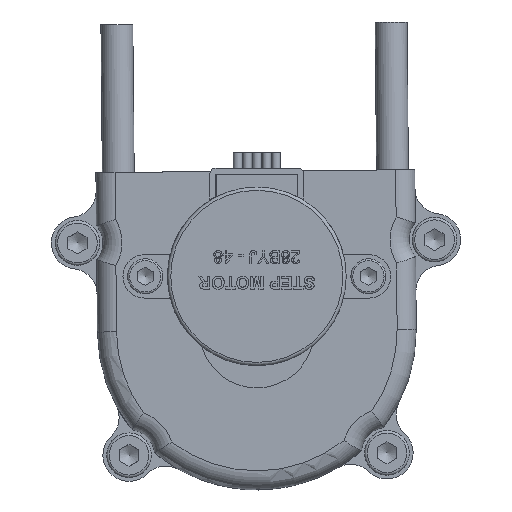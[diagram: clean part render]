
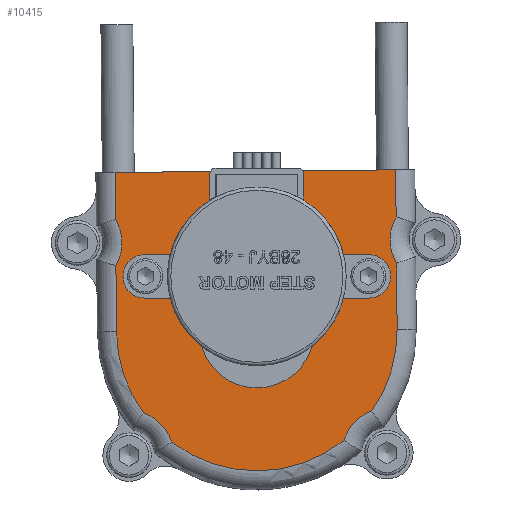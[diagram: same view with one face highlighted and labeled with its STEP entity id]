
A CAD part, front view. The second image highlights one B-rep face of the part: STEP entity #10415.
In plain terms, the highlighted face is planar.
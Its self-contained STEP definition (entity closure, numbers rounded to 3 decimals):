
#622=FACE_BOUND('',#2025,.T.);
#623=FACE_BOUND('',#2026,.T.);
#624=FACE_BOUND('',#2027,.T.);
#879=PLANE('',#11308);
#1368=FACE_OUTER_BOUND('',#2024,.T.);
#2024=EDGE_LOOP('',(#8966,#8967,#8968,#8969,#8970,#8971,#8972,#8973,#8974,
#8975,#8976,#8977));
#2025=EDGE_LOOP('',(#8978));
#2026=EDGE_LOOP('',(#8979));
#2027=EDGE_LOOP('',(#8980));
#2861=LINE('',#23371,#3708);
#2864=LINE('',#23397,#3711);
#2865=LINE('',#23437,#3712);
#2868=LINE('',#23520,#3715);
#2885=LINE('',#23581,#3732);
#3708=VECTOR('',#13296,10.);
#3711=VECTOR('',#13305,10.);
#3712=VECTOR('',#13316,10.);
#3715=VECTOR('',#13347,10.);
#3732=VECTOR('',#13396,10.);
#4095=CIRCLE('',#11274,22.);
#4100=CIRCLE('',#11281,22.);
#4102=CIRCLE('',#11284,22.);
#4103=CIRCLE('',#11286,7.);
#4106=CIRCLE('',#11290,7.);
#4107=CIRCLE('',#11293,7.);
#4110=CIRCLE('',#11297,7.);
#4115=CIRCLE('',#11309,1.9);
#4116=CIRCLE('',#11310,1.9);
#4117=CIRCLE('',#11311,9.);
#4999=VERTEX_POINT('',#23369);
#5000=VERTEX_POINT('',#23370);
#5005=VERTEX_POINT('',#23394);
#5006=VERTEX_POINT('',#23396);
#5007=VERTEX_POINT('',#23413);
#5008=VERTEX_POINT('',#23414);
#5011=VERTEX_POINT('',#23435);
#5012=VERTEX_POINT('',#23436);
#5016=VERTEX_POINT('',#23459);
#5019=VERTEX_POINT('',#23479);
#5020=VERTEX_POINT('',#23494);
#5022=VERTEX_POINT('',#23519);
#5040=VERTEX_POINT('',#23590);
#5041=VERTEX_POINT('',#23592);
#5042=VERTEX_POINT('',#23594);
#6341=EDGE_CURVE('',#4999,#5000,#2861,.T.);
#6347=EDGE_CURVE('',#5005,#5006,#2864,.T.);
#6349=EDGE_CURVE('',#5007,#5008,#4095,.T.);
#6353=EDGE_CURVE('',#5011,#5012,#2865,.T.);
#6358=EDGE_CURVE('',#5012,#5016,#4100,.T.);
#6362=EDGE_CURVE('',#5019,#5020,#4102,.T.);
#6364=EDGE_CURVE('',#5016,#5019,#4103,.T.);
#6367=EDGE_CURVE('',#5020,#5007,#4106,.T.);
#6369=EDGE_CURVE('',#5008,#5022,#2868,.T.);
#6371=EDGE_CURVE('',#5006,#5011,#4107,.T.);
#6374=EDGE_CURVE('',#5022,#4999,#4110,.T.);
#6395=EDGE_CURVE('',#5000,#5005,#2885,.T.);
#6400=EDGE_CURVE('',#5040,#5040,#4115,.T.);
#6401=EDGE_CURVE('',#5041,#5041,#4116,.T.);
#6402=EDGE_CURVE('',#5042,#5042,#4117,.T.);
#8966=ORIENTED_EDGE('',*,*,#6341,.F.);
#8967=ORIENTED_EDGE('',*,*,#6374,.F.);
#8968=ORIENTED_EDGE('',*,*,#6369,.F.);
#8969=ORIENTED_EDGE('',*,*,#6349,.F.);
#8970=ORIENTED_EDGE('',*,*,#6367,.F.);
#8971=ORIENTED_EDGE('',*,*,#6362,.F.);
#8972=ORIENTED_EDGE('',*,*,#6364,.F.);
#8973=ORIENTED_EDGE('',*,*,#6358,.F.);
#8974=ORIENTED_EDGE('',*,*,#6353,.F.);
#8975=ORIENTED_EDGE('',*,*,#6371,.F.);
#8976=ORIENTED_EDGE('',*,*,#6347,.F.);
#8977=ORIENTED_EDGE('',*,*,#6395,.F.);
#8978=ORIENTED_EDGE('',*,*,#6400,.T.);
#8979=ORIENTED_EDGE('',*,*,#6401,.T.);
#8980=ORIENTED_EDGE('',*,*,#6402,.T.);
#10415=ADVANCED_FACE('',(#1368,#622,#623,#624),#879,.F.);
#11274=AXIS2_PLACEMENT_3D('',#23415,#13308,#13309);
#11281=AXIS2_PLACEMENT_3D('',#23460,#13324,#13325);
#11284=AXIS2_PLACEMENT_3D('',#23495,#13330,#13331);
#11286=AXIS2_PLACEMENT_3D('',#23511,#13334,#13335);
#11290=AXIS2_PLACEMENT_3D('',#23515,#13342,#13343);
#11293=AXIS2_PLACEMENT_3D('',#23536,#13350,#13351);
#11297=AXIS2_PLACEMENT_3D('',#23540,#13358,#13359);
#11308=AXIS2_PLACEMENT_3D('',#23589,#13401,#13402);
#11309=AXIS2_PLACEMENT_3D('',#23591,#13403,#13404);
#11310=AXIS2_PLACEMENT_3D('',#23593,#13405,#13406);
#11311=AXIS2_PLACEMENT_3D('',#23595,#13407,#13408);
#13296=DIRECTION('',(-1.,0.,0.));
#13305=DIRECTION('',(1.,0.,0.));
#13308=DIRECTION('center_axis',(0.,0.,
-1.));
#13309=DIRECTION('ref_axis',(0.326,-0.945,0.));
#13316=DIRECTION('',(1.,0.,0.));
#13324=DIRECTION('center_axis',(0.,0.,
-1.));
#13325=DIRECTION('ref_axis',(0.326,0.945,0.));
#13330=DIRECTION('center_axis',(0.,0.,
-1.));
#13331=DIRECTION('ref_axis',(1.,0.,0.));
#13334=DIRECTION('center_axis',(0.,0.,
1.));
#13335=DIRECTION('ref_axis',(-0.692,-0.722,0.));
#13342=DIRECTION('center_axis',(0.,0.,
1.));
#13343=DIRECTION('ref_axis',(-0.692,0.722,0.));
#13347=DIRECTION('',(-1.,0.,0.));
#13350=DIRECTION('center_axis',(0.,0.,
1.));
#13351=DIRECTION('ref_axis',(0.,-1.,0.));
#13358=DIRECTION('center_axis',(0.,0.,
1.));
#13359=DIRECTION('ref_axis',(0.,1.,0.));
#13396=DIRECTION('',(0.,1.,0.));
#13401=DIRECTION('center_axis',(0.,0.,
-1.));
#13402=DIRECTION('ref_axis',(-1.,0.,0.));
#13403=DIRECTION('center_axis',(0.,0.,
-1.));
#13404=DIRECTION('ref_axis',(1.,0.,0.));
#13405=DIRECTION('center_axis',(0.,0.,
-1.));
#13406=DIRECTION('ref_axis',(1.,0.,0.));
#13407=DIRECTION('center_axis',(0.,0.,
-1.));
#13408=DIRECTION('ref_axis',(-1.,0.,0.));
#23369=CARTESIAN_POINT('',(-17.606,-22.,2.));
#23370=CARTESIAN_POINT('',(-25.,-22.,2.));
#23371=CARTESIAN_POINT('',(-3.032,-22.,2.));
#23394=CARTESIAN_POINT('',(-25.,22.,2.));
#23396=CARTESIAN_POINT('',(-17.606,22.,2.));
#23397=CARTESIAN_POINT('',(-15.532,22.,2.));
#23413=CARTESIAN_POINT('',(12.753,-17.927,2.));
#23414=CARTESIAN_POINT('',(0.,-22.,2.));
#23415=CARTESIAN_POINT('Origin',(0.,0.,
2.));
#23435=CARTESIAN_POINT('',(-10.394,22.,2.));
#23436=CARTESIAN_POINT('',(0.,22.,2.));
#23437=CARTESIAN_POINT('',(-15.532,22.,2.));
#23459=CARTESIAN_POINT('',(12.753,17.927,2.));
#23460=CARTESIAN_POINT('Origin',(0.,0.,
2.));
#23479=CARTESIAN_POINT('',(17.357,13.518,2.));
#23494=CARTESIAN_POINT('',(17.357,-13.518,2.));
#23495=CARTESIAN_POINT('Origin',(0.,0.,
2.));
#23511=CARTESIAN_POINT('Origin',(19.365,20.224,2.));
#23515=CARTESIAN_POINT('Origin',(19.365,-20.224,2.));
#23519=CARTESIAN_POINT('',(-10.394,-22.,2.));
#23520=CARTESIAN_POINT('',(-3.032,-22.,2.));
#23536=CARTESIAN_POINT('Origin',(-14.,28.,2.));
#23540=CARTESIAN_POINT('Origin',(-14.,-28.,2.));
#23581=CARTESIAN_POINT('',(-25.,12.5,2.));
#23589=CARTESIAN_POINT('Origin',(-6.064,0.079,2.));
#23590=CARTESIAN_POINT('',(-10.563,-17.42,2.));
#23591=CARTESIAN_POINT('Origin',(-8.663,-17.42,2.));
#23592=CARTESIAN_POINT('',(-6.437,17.578,2.));
#23593=CARTESIAN_POINT('Origin',(-8.337,17.578,2.));
#23594=CARTESIAN_POINT('',(9.,0.,2.));
#23595=CARTESIAN_POINT('Origin',(0.,0.,
2.));
